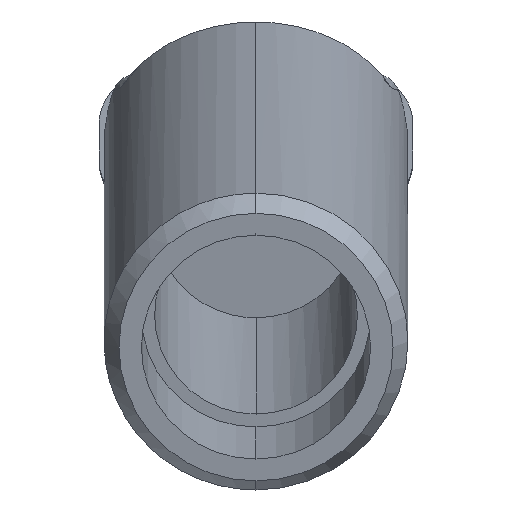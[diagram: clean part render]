
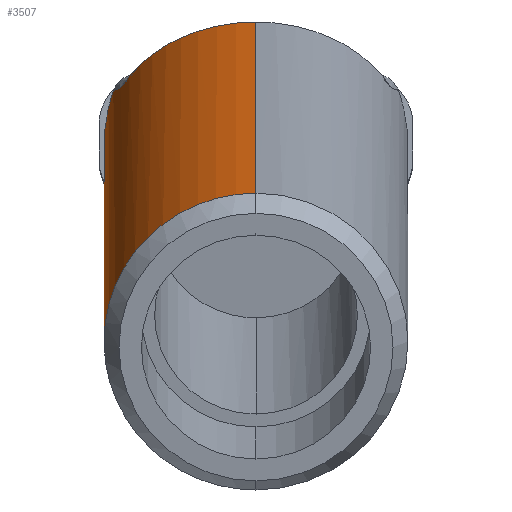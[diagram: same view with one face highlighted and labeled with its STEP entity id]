
A CAD part, top view. The second image highlights one B-rep face of the part: STEP entity #3507.
In plain terms, the highlighted cylindrical face has radius 3.05 mm (diameter 6.1 mm), a partial arc.
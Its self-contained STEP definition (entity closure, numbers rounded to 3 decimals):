
#3398=AXIS2_PLACEMENT_3D('Cylinder Axis2P3D',#3395,#3396,#3397) ;
#2815=CARTESIAN_POINT('Vertex',(0.58,5.748,30.096)) ;
#2819=CARTESIAN_POINT('Control Point',(0.936,5.657,28.4)) ;
#2820=CARTESIAN_POINT('Control Point',(0.813,5.665,28.965)) ;
#2821=CARTESIAN_POINT('Control Point',(0.69,5.697,29.53)) ;
#2822=CARTESIAN_POINT('Control Point',(0.58,5.748,30.096)) ;
#2823=CARTESIAN_POINT('Vertex',(0.936,5.657,28.4)) ;
#2986=CARTESIAN_POINT('Control Point',(0.444,6.365,28.4)) ;
#2987=CARTESIAN_POINT('Control Point',(0.522,6.211,28.4)) ;
#2988=CARTESIAN_POINT('Control Point',(0.611,6.062,28.4)) ;
#2989=CARTESIAN_POINT('Control Point',(0.71,5.919,28.4)) ;
#2990=CARTESIAN_POINT('Control Point',(0.818,5.784,28.4)) ;
#2991=CARTESIAN_POINT('Control Point',(0.936,5.657,28.4)) ;
#2992=CARTESIAN_POINT('Vertex',(0.444,6.365,28.4)) ;
#2996=CARTESIAN_POINT('Control Point',(0.444,6.365,28.4)) ;
#2997=CARTESIAN_POINT('Control Point',(0.381,6.488,28.4)) ;
#2998=CARTESIAN_POINT('Control Point',(0.325,6.615,28.4)) ;
#2999=CARTESIAN_POINT('Control Point',(0.276,6.745,28.4)) ;
#3000=CARTESIAN_POINT('Control Point',(0.234,6.877,28.4)) ;
#3001=CARTESIAN_POINT('Control Point',(0.2,7.011,28.4)) ;
#3002=CARTESIAN_POINT('Vertex',(0.2,7.011,28.4)) ;
#3395=CARTESIAN_POINT('Axis2P3D Location',(3.15,6.673,33.514)) ;
#3401=CARTESIAN_POINT('Control Point',(0.604,5.651,30.362)) ;
#3402=CARTESIAN_POINT('Control Point',(0.596,5.683,30.274)) ;
#3403=CARTESIAN_POINT('Control Point',(0.588,5.716,30.185)) ;
#3404=CARTESIAN_POINT('Control Point',(0.58,5.748,30.096)) ;
#3405=CARTESIAN_POINT('Vertex',(0.604,5.651,30.362)) ;
#3409=CARTESIAN_POINT('Control Point',(3.15,4.041,31.292)) ;
#3410=CARTESIAN_POINT('Control Point',(2.485,4.041,31.292)) ;
#3411=CARTESIAN_POINT('Control Point',(1.818,4.259,31.166)) ;
#3412=CARTESIAN_POINT('Control Point',(1.297,4.665,30.932)) ;
#3413=CARTESIAN_POINT('Control Point',(0.894,5.133,30.661)) ;
#3414=CARTESIAN_POINT('Control Point',(0.604,5.651,30.362)) ;
#3415=CARTESIAN_POINT('Vertex',(3.15,4.041,31.292)) ;
#3418=CARTESIAN_POINT('Line Origine',(3.15,3.695,32.854)) ;
#3422=CARTESIAN_POINT('Vertex',(3.15,0.,49.52)) ;
#3426=CARTESIAN_POINT('Control Point',(3.15,5.955,50.84)) ;
#3427=CARTESIAN_POINT('Control Point',(2.191,5.955,50.84)) ;
#3428=CARTESIAN_POINT('Control Point',(1.233,5.588,50.759)) ;
#3429=CARTESIAN_POINT('Control Point',(0.476,4.849,50.595)) ;
#3430=CARTESIAN_POINT('Control Point',(-0.277,2.978,50.18)) ;
#3431=CARTESIAN_POINT('Control Point',(0.476,1.107,49.765)) ;
#3432=CARTESIAN_POINT('Control Point',(1.233,0.367,49.602)) ;
#3433=CARTESIAN_POINT('Control Point',(2.191,0.,49.52)) ;
#3434=CARTESIAN_POINT('Control Point',(3.15,0.,49.52)) ;
#3435=CARTESIAN_POINT('Vertex',(3.15,5.955,50.84)) ;
#3438=CARTESIAN_POINT('Line Origine',(3.15,9.65,34.174)) ;
#3442=CARTESIAN_POINT('Vertex',(3.15,9.417,35.224)) ;
#3446=CARTESIAN_POINT('Control Point',(3.15,9.417,35.224)) ;
#3447=CARTESIAN_POINT('Control Point',(2.411,9.417,35.224)) ;
#3448=CARTESIAN_POINT('Control Point',(1.67,9.236,34.987)) ;
#3449=CARTESIAN_POINT('Control Point',(1.114,8.898,34.548)) ;
#3450=CARTESIAN_POINT('Control Point',(0.704,8.516,34.05)) ;
#3451=CARTESIAN_POINT('Control Point',(0.434,8.097,33.504)) ;
#3452=CARTESIAN_POINT('Vertex',(0.434,8.097,33.504)) ;
#3456=CARTESIAN_POINT('Control Point',(0.434,8.097,33.504)) ;
#3457=CARTESIAN_POINT('Control Point',(0.377,8.08,33.07)) ;
#3458=CARTESIAN_POINT('Control Point',(0.329,8.062,32.636)) ;
#3459=CARTESIAN_POINT('Control Point',(0.288,8.044,32.2)) ;
#3460=CARTESIAN_POINT('Vertex',(0.288,8.044,32.2)) ;
#3464=CARTESIAN_POINT('Control Point',(0.288,8.044,32.2)) ;
#3465=CARTESIAN_POINT('Control Point',(0.249,7.936,32.2)) ;
#3466=CARTESIAN_POINT('Control Point',(0.216,7.826,32.2)) ;
#3467=CARTESIAN_POINT('Control Point',(0.189,7.715,32.2)) ;
#3468=CARTESIAN_POINT('Vertex',(0.189,7.715,32.2)) ;
#3472=CARTESIAN_POINT('Control Point',(0.199,6.172,32.2)) ;
#3473=CARTESIAN_POINT('Control Point',(0.07,6.675,32.2)) ;
#3474=CARTESIAN_POINT('Control Point',(0.067,7.21,32.2)) ;
#3475=CARTESIAN_POINT('Control Point',(0.189,7.715,32.2)) ;
#3476=CARTESIAN_POINT('Vertex',(0.199,6.172,32.2)) ;
#3480=CARTESIAN_POINT('Control Point',(0.2,6.169,32.2)) ;
#3481=CARTESIAN_POINT('Control Point',(0.2,6.17,32.2)) ;
#3482=CARTESIAN_POINT('Control Point',(0.199,6.172,32.2)) ;
#3483=CARTESIAN_POINT('Vertex',(0.2,6.169,32.2)) ;
#3486=CARTESIAN_POINT('Line Origine',(0.2,5.915,33.346)) ;
#3396=DIRECTION('Axis2P3D Direction',(0.,-0.216,0.976)) ;
#3397=DIRECTION('Axis2P3D XDirection',(0.,0.976,0.216)) ;
#3419=DIRECTION('Vector Direction',(0.,-0.216,0.976)) ;
#3439=DIRECTION('Vector Direction',(0.,-0.216,0.976)) ;
#3487=DIRECTION('Vector Direction',(0.,-0.216,0.976)) ;
#3420=VECTOR('Line Direction',#3419,1.) ;
#3440=VECTOR('Line Direction',#3439,1.) ;
#3488=VECTOR('Line Direction',#3487,1.) ;
#3492=ORIENTED_EDGE('',*,*,#2994,.T.) ;
#3493=ORIENTED_EDGE('',*,*,#2825,.F.) ;
#3494=ORIENTED_EDGE('',*,*,#3407,.F.) ;
#3495=ORIENTED_EDGE('',*,*,#3417,.F.) ;
#3496=ORIENTED_EDGE('',*,*,#3424,.F.) ;
#3497=ORIENTED_EDGE('',*,*,#3437,.F.) ;
#3498=ORIENTED_EDGE('',*,*,#3444,.T.) ;
#3499=ORIENTED_EDGE('',*,*,#3454,.F.) ;
#3500=ORIENTED_EDGE('',*,*,#3462,.T.) ;
#3501=ORIENTED_EDGE('',*,*,#3470,.T.) ;
#3502=ORIENTED_EDGE('',*,*,#3478,.F.) ;
#3503=ORIENTED_EDGE('',*,*,#3485,.T.) ;
#3504=ORIENTED_EDGE('',*,*,#3490,.T.) ;
#3505=ORIENTED_EDGE('',*,*,#3004,.F.) ;
#3507=ADVANCED_FACE('CO_TS_TTB_6.1',(#3506),#3399,.T.) ;
#2818=B_SPLINE_CURVE_WITH_KNOTS('',3,(#2819,#2820,#2821,#2822),.UNSPECIFIED.,.F.,.U.,(4,4),(0.,2.455),.UNSPECIFIED.) ;
#2985=B_SPLINE_CURVE_WITH_KNOTS('',5,(#2986,#2987,#2988,#2989,#2990,#2991),.UNSPECIFIED.,.F.,.U.,(6,6),(0.,1.225),.UNSPECIFIED.) ;
#2995=B_SPLINE_CURVE_WITH_KNOTS('',5,(#2996,#2997,#2998,#2999,#3000,#3001),.UNSPECIFIED.,.F.,.U.,(6,6),(0.,0.979),.UNSPECIFIED.) ;
#3400=B_SPLINE_CURVE_WITH_KNOTS('',3,(#3401,#3402,#3403,#3404),.UNSPECIFIED.,.F.,.U.,(4,4),(0.,0.402),.UNSPECIFIED.) ;
#3408=B_SPLINE_CURVE_WITH_KNOTS('',5,(#3409,#3410,#3411,#3412,#3413,#3414),.UNSPECIFIED.,.F.,.U.,(6,6),(0.,4.768),.UNSPECIFIED.) ;
#3425=B_SPLINE_CURVE_WITH_KNOTS('',5,(#3426,#3427,#3428,#3429,#3430,#3431,#3432,#3433,#3434),.UNSPECIFIED.,.F.,.U.,(6,3,6),(-4.791,0.,4.791),.UNSPECIFIED.) ;
#3445=B_SPLINE_CURVE_WITH_KNOTS('',5,(#3446,#3447,#3448,#3449,#3450,#3451),.UNSPECIFIED.,.F.,.U.,(6,6),(0.,5.309),.UNSPECIFIED.) ;
#3455=B_SPLINE_CURVE_WITH_KNOTS('',3,(#3456,#3457,#3458,#3459),.UNSPECIFIED.,.F.,.U.,(4,4),(0.,1.857),.UNSPECIFIED.) ;
#3463=B_SPLINE_CURVE_WITH_KNOTS('',3,(#3464,#3465,#3466,#3467),.UNSPECIFIED.,.F.,.U.,(4,4),(0.,0.486),.UNSPECIFIED.) ;
#3471=B_SPLINE_CURVE_WITH_KNOTS('',3,(#3472,#3473,#3474,#3475),.UNSPECIFIED.,.F.,.U.,(4,4),(0.,2.215),.UNSPECIFIED.) ;
#3479=B_SPLINE_CURVE_WITH_KNOTS('',2,(#3480,#3481,#3482),.UNSPECIFIED.,.F.,.U.,(3,3),(0.,0.004),.UNSPECIFIED.) ;
#3399=CYLINDRICAL_SURFACE('generated cylinder',#3398,3.05) ;
#2825=EDGE_CURVE('',#2816,#2824,#2818,.F.) ;
#2994=EDGE_CURVE('',#2993,#2824,#2985,.T.) ;
#3004=EDGE_CURVE('',#2993,#3003,#2995,.T.) ;
#3407=EDGE_CURVE('',#3406,#2816,#3400,.T.) ;
#3417=EDGE_CURVE('',#3416,#3406,#3408,.T.) ;
#3424=EDGE_CURVE('',#3423,#3416,#3421,.F.) ;
#3437=EDGE_CURVE('',#3436,#3423,#3425,.T.) ;
#3444=EDGE_CURVE('',#3436,#3443,#3441,.F.) ;
#3454=EDGE_CURVE('',#3453,#3443,#3445,.F.) ;
#3462=EDGE_CURVE('',#3453,#3461,#3455,.T.) ;
#3470=EDGE_CURVE('',#3461,#3469,#3463,.T.) ;
#3478=EDGE_CURVE('',#3477,#3469,#3471,.T.) ;
#3485=EDGE_CURVE('',#3477,#3484,#3479,.F.) ;
#3490=EDGE_CURVE('',#3484,#3003,#3489,.F.) ;
#3491=EDGE_LOOP('',(#3492,#3493,#3494,#3495,#3496,#3497,#3498,#3499,#3500,#3501,#3502,#3503,#3504,#3505)) ;
#3506=FACE_OUTER_BOUND('',#3491,.T.) ;
#3421=LINE('Line',#3418,#3420) ;
#3441=LINE('Line',#3438,#3440) ;
#3489=LINE('Line',#3486,#3488) ;
#2816=VERTEX_POINT('',#2815) ;
#2824=VERTEX_POINT('',#2823) ;
#2993=VERTEX_POINT('',#2992) ;
#3003=VERTEX_POINT('',#3002) ;
#3406=VERTEX_POINT('',#3405) ;
#3416=VERTEX_POINT('',#3415) ;
#3423=VERTEX_POINT('',#3422) ;
#3436=VERTEX_POINT('',#3435) ;
#3443=VERTEX_POINT('',#3442) ;
#3453=VERTEX_POINT('',#3452) ;
#3461=VERTEX_POINT('',#3460) ;
#3469=VERTEX_POINT('',#3468) ;
#3477=VERTEX_POINT('',#3476) ;
#3484=VERTEX_POINT('',#3483) ;
